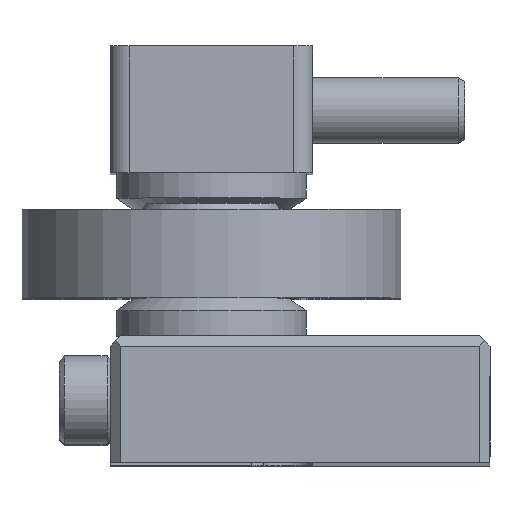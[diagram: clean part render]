
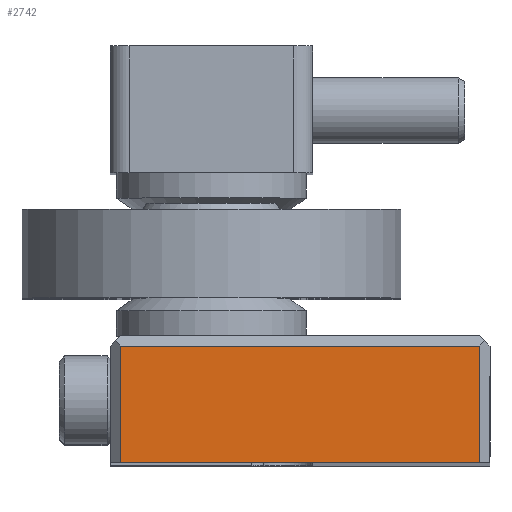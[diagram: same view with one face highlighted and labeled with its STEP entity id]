
A CAD part, top view. The second image highlights one B-rep face of the part: STEP entity #2742.
In plain terms, the highlighted planar face has unit normal (0, 0, 1).
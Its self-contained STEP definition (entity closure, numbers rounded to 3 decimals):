
#162=LINE('',#4666,#381);
#168=LINE('',#4679,#387);
#198=LINE('',#4747,#417);
#199=LINE('',#4748,#418);
#381=VECTOR('',#3779,1000.);
#387=VECTOR('',#3787,1000.);
#417=VECTOR('',#3841,1000.);
#418=VECTOR('',#3842,1000.);
#651=ORIENTED_EDGE('',*,*,#1381,.T.);
#652=ORIENTED_EDGE('',*,*,#1347,.F.);
#653=ORIENTED_EDGE('',*,*,#1382,.F.);
#654=ORIENTED_EDGE('',*,*,#1341,.T.);
#1341=EDGE_CURVE('',#1710,#1711,#162,.T.);
#1347=EDGE_CURVE('',#1715,#1716,#168,.T.);
#1381=EDGE_CURVE('',#1711,#1716,#198,.T.);
#1382=EDGE_CURVE('',#1710,#1715,#199,.T.);
#1710=VERTEX_POINT('',#4667);
#1711=VERTEX_POINT('',#4668);
#1715=VERTEX_POINT('',#4678);
#1716=VERTEX_POINT('',#4680);
#2124=EDGE_LOOP('',(#651,#652,#653,#654));
#2387=FACE_BOUND('',#2124,.T.);
#2650=PLANE('',#3443);
#2742=ADVANCED_FACE('',(#2387),#2650,.F.);
#3443=AXIS2_PLACEMENT_3D('',#4746,#3839,#3840);
#3779=DIRECTION('',(0.,-1.,0.));
#3787=DIRECTION('',(0.,-1.,0.));
#3839=DIRECTION('',(0.,0.,-1.));
#3840=DIRECTION('',(-1.,0.,0.));
#3841=DIRECTION('',(1.,0.,0.));
#3842=DIRECTION('',(1.,0.,0.));
#4666=CARTESIAN_POINT('',(-29.2,5.,80.));
#4667=CARTESIAN_POINT('',(-29.2,4.2,80.));
#4668=CARTESIAN_POINT('',(-29.2,-5.,80.));
#4678=CARTESIAN_POINT('',(-0.8,4.2,80.));
#4679=CARTESIAN_POINT('',(-0.8,5.,80.));
#4680=CARTESIAN_POINT('',(-0.8,-5.,80.));
#4746=CARTESIAN_POINT('',(-29.2,5.,80.));
#4747=CARTESIAN_POINT('',(-29.2,-5.,80.));
#4748=CARTESIAN_POINT('',(-30.,4.2,80.));
